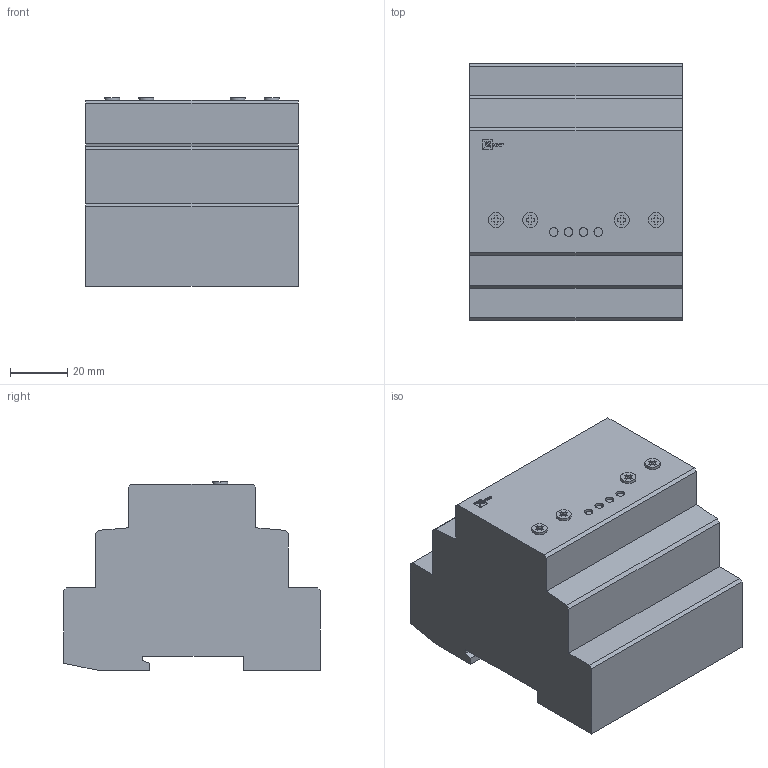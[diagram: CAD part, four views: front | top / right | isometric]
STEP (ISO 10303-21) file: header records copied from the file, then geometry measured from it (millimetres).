
FILE_DESCRIPTION (( 'STEP AP203' ), '1' );
FILE_NAME ('Ðåëå âûáîðà ôàç RVF-3 (rvf-3).STEP', '2018-09-04T05:56:55', ( '' ), ( '' ), 'SwSTEP 2.0', 'SolidWorks 2017', '' );
FILE_SCHEMA (( 'CONFIG_CONTROL_DESIGN' ));
Length unit declared in the file: millimetre
Products named in the file (1): Ðåëå âûáîðà ôàç RVF-3 (rvf-3)
Bounding box: 74.5 x 90 x 66.2 mm (x, y, z)
Volume: 335835.5 mm3; surface area: 32787.6 mm2
Topology: 1 solids, 1 shells, 187 faces, 492 edges, 328 vertices
Faces by surface type: plane 141, cylinder 28, bspline 18
Entity records: 6319 total; most frequent: CARTESIAN_POINT 1674, ORIENTED_EDGE 984, DIRECTION 852, EDGE_CURVE 492, LINE 400, VECTOR 400, VERTEX_POINT 328, AXIS2_PLACEMENT_3D 226
